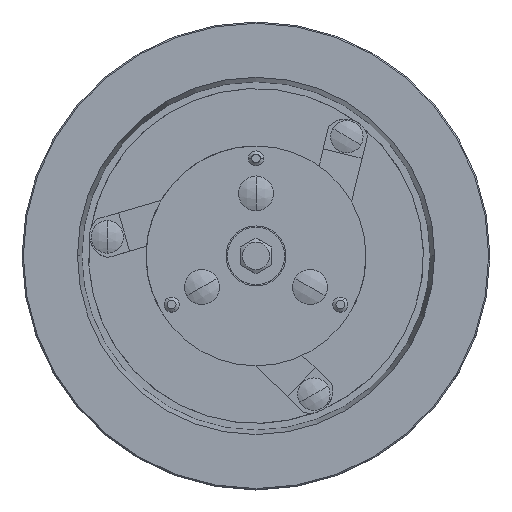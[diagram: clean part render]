
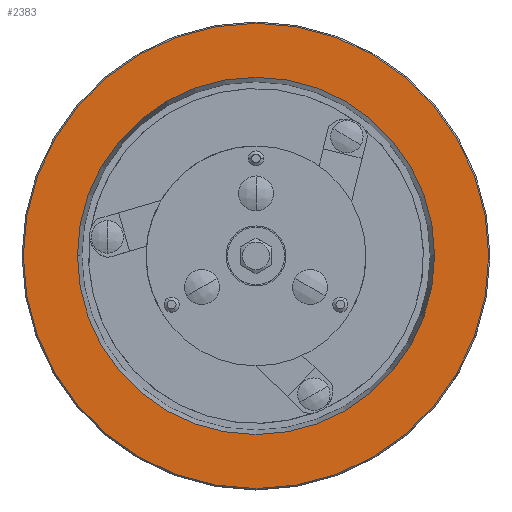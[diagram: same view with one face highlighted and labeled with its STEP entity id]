
A CAD part, top view. The second image highlights one B-rep face of the part: STEP entity #2383.
In plain terms, the highlighted planar face has unit normal (0, 0, 1).
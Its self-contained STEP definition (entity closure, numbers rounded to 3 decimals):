
#211 = FACE_BOUND ( 'NONE', #1913, .T. ) ;
#352 = DIRECTION ( 'NONE',  ( 0., 0., 1. ) ) ;
#478 = AXIS2_PLACEMENT_3D ( 'NONE', #10477, #5012, #11389 ) ;
#1232 = EDGE_CURVE ( 'NONE', #4306, #10271, #1678, .T. ) ;
#1561 = AXIS2_PLACEMENT_3D ( 'NONE', #11115, #10814, #2011 ) ;
#1678 = CIRCLE ( 'NONE', #1561, 71.5 ) ;
#1913 = EDGE_LOOP ( 'NONE', ( #10460, #5424 ) ) ;
#1951 = PLANE ( 'NONE',  #11012 ) ;
#2011 = DIRECTION ( 'NONE',  ( -1., 0., 0. ) ) ;
#2383 = ADVANCED_FACE ( 'NONE', ( #2640, #211 ), #1951, .T. ) ;
#2607 = EDGE_CURVE ( 'NONE', #7879, #6051, #7652, .T. ) ;
#2640 = FACE_OUTER_BOUND ( 'NONE', #6226, .T. ) ;
#2892 = DIRECTION ( 'NONE',  ( 1., 0., 0. ) ) ;
#4011 = EDGE_CURVE ( 'NONE', #10271, #4306, #10608, .T. ) ;
#4141 = CARTESIAN_POINT ( 'NONE',  ( 0., 0., 6.6 ) ) ;
#4306 = VERTEX_POINT ( 'NONE', #5916 ) ;
#5012 = DIRECTION ( 'NONE',  ( 0., 0., -1. ) ) ;
#5066 = DIRECTION ( 'NONE',  ( 1., 0., 0. ) ) ;
#5424 = ORIENTED_EDGE ( 'NONE', *, *, #4011, .T. ) ;
#5832 = CARTESIAN_POINT ( 'NONE',  ( 0., 0., 6.6 ) ) ;
#5916 = CARTESIAN_POINT ( 'NONE',  ( 71.5, 0., 6.6 ) ) ;
#6044 = CARTESIAN_POINT ( 'NONE',  ( -93.15, 0., 6.6 ) ) ;
#6051 = VERTEX_POINT ( 'NONE', #6044 ) ;
#6226 = EDGE_LOOP ( 'NONE', ( #8657, #9205 ) ) ;
#6391 = AXIS2_PLACEMENT_3D ( 'NONE', #5832, #352, #6752 ) ;
#6752 = DIRECTION ( 'NONE',  ( 1., 0., 0. ) ) ;
#7652 = CIRCLE ( 'NONE', #9577, 93.15 ) ;
#7754 = EDGE_CURVE ( 'NONE', #6051, #7879, #10102, .T. ) ;
#7879 = VERTEX_POINT ( 'NONE', #8796 ) ;
#8368 = DIRECTION ( 'NONE',  ( 0., 0., 1. ) ) ;
#8657 = ORIENTED_EDGE ( 'NONE', *, *, #7754, .T. ) ;
#8796 = CARTESIAN_POINT ( 'NONE',  ( 93.15, 0., 6.6 ) ) ;
#9205 = ORIENTED_EDGE ( 'NONE', *, *, #2607, .T. ) ;
#9577 = AXIS2_PLACEMENT_3D ( 'NONE', #4141, #10530, #5066 ) ;
#9822 = CARTESIAN_POINT ( 'NONE',  ( -71.5, 0., 6.6 ) ) ;
#10102 = CIRCLE ( 'NONE', #6391, 93.15 ) ;
#10271 = VERTEX_POINT ( 'NONE', #9822 ) ;
#10460 = ORIENTED_EDGE ( 'NONE', *, *, #1232, .T. ) ;
#10477 = CARTESIAN_POINT ( 'NONE',  ( 0., 0., 6.6 ) ) ;
#10530 = DIRECTION ( 'NONE',  ( 0., 0., 1. ) ) ;
#10608 = CIRCLE ( 'NONE', #478, 71.5 ) ;
#10814 = DIRECTION ( 'NONE',  ( 0., 0., -1. ) ) ;
#11012 = AXIS2_PLACEMENT_3D ( 'NONE', #11075, #8368, #2892 ) ;
#11075 = CARTESIAN_POINT ( 'NONE',  ( 0., 0., 6.6 ) ) ;
#11115 = CARTESIAN_POINT ( 'NONE',  ( 0., 0., 6.6 ) ) ;
#11389 = DIRECTION ( 'NONE',  ( -1., 0., 0. ) ) ;
